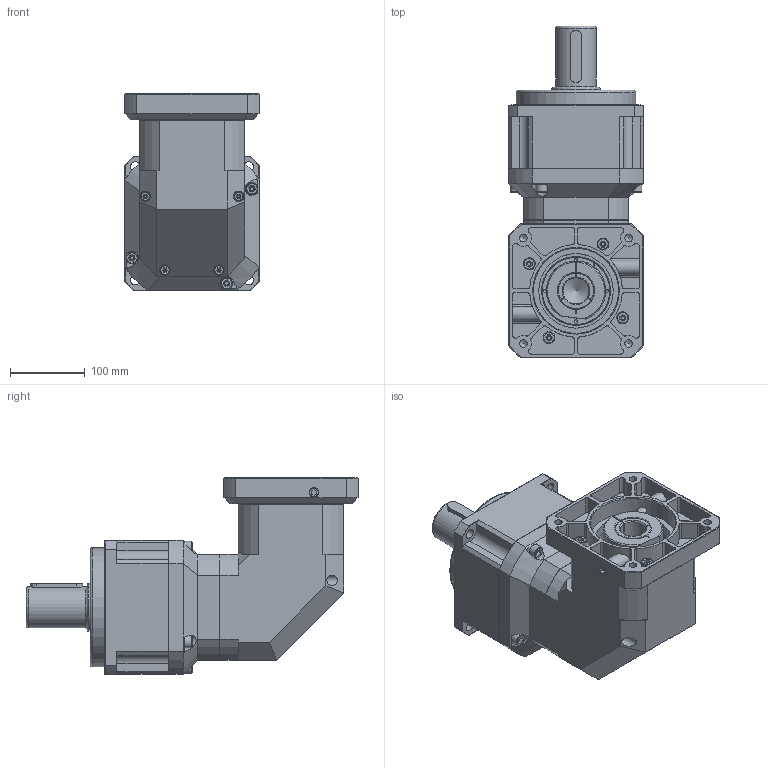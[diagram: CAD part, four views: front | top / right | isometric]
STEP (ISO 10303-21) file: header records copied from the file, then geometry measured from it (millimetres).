
FILE_DESCRIPTION((''),'2;1');
FILE_NAME('KSBL-180-2.stp','2017-05-17T11:38:11',('Young'),(''),'Autodesk Inventor 2012','Autodesk Inventor 2012','');
FILE_SCHEMA(('AUTOMOTIVE_DESIGN { 1 0 10303 214 1 1 1 1 }'));
Length unit declared in the file: millimetre
Products named in the file (3): 조립품4; KSBL-180-2; BS 4168 : 부품 1 6각 소켓 머리 캡 나사 - 미터 M10 x 35
Assembly tree (2 placements, depth 2):
  조립품4
    KSBL-180-2
    BS 4168 : 부품 1 6각 소켓 머리 캡 나사 - 미터 M10 x 35
Bounding box: 180 x 445.5 x 264 mm (x, y, z)
Volume: 8090695.9 mm3; surface area: 725052 mm2
Topology: 26 solids, 26 shells, 879 faces, 2185 edges, 1426 vertices
Faces by surface type: plane 484, cylinder 228, cone 121, torus 24, bspline 22
Full cylindrical faces by diameter (mm): 5 x4, 6.8 x4, 8 x4, 8.5 x12, 8.6 x1, 10 x13, 10.2 x4, 10.5 x8, 11 x1, 11.125 x2, 12 x1, 13 x10, 14 x5, 16 x9, 25 x1, 35 x1, 48.4 x1, 49.8 x1, 50 x1, 55 x1, 62 x1, 64.8 x1, 65 x1, 68 x1, 70 x1, 72 x3, 75 x1, 80 x1, 90 x2, 92 x2
Entity records: 32848 total; most frequent: CARTESIAN_POINT 13000, DIRECTION 4031, ORIENTED_EDGE 3856, EDGE_CURVE 1928, AXIS2_PLACEMENT_3D 1537, VERTEX_POINT 1374, EDGE_LOOP 1202, VECTOR 957
